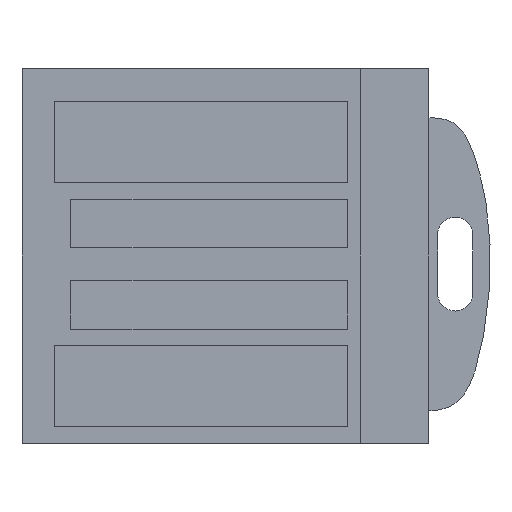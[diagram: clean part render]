
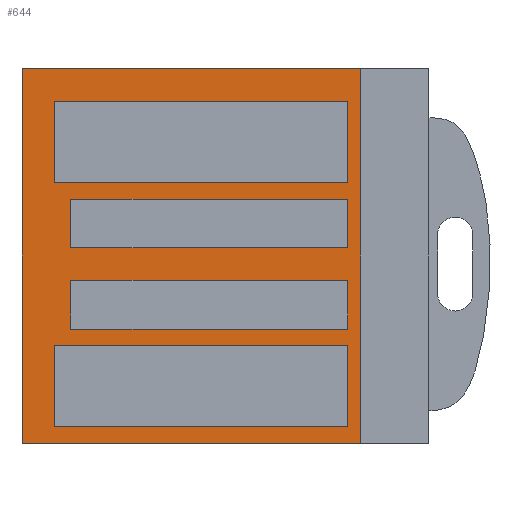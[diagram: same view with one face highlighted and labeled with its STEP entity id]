
A CAD part, front view. The second image highlights one B-rep face of the part: STEP entity #644.
In plain terms, the highlighted planar face has unit normal (0, -1, 0).
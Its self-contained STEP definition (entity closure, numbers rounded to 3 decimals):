
#16=FACE_BOUND('',#109,.T.);
#17=FACE_BOUND('',#110,.T.);
#18=FACE_BOUND('',#111,.T.);
#19=FACE_BOUND('',#112,.T.);
#71=FACE_OUTER_BOUND('',#108,.T.);
#108=EDGE_LOOP('',(#535,#536,#537,#538));
#109=EDGE_LOOP('',(#539,#540,#541,#542));
#110=EDGE_LOOP('',(#543,#544,#545,#546));
#111=EDGE_LOOP('',(#547,#548,#549,#550));
#112=EDGE_LOOP('',(#551,#552,#553,#554));
#119=LINE('',#862,#197);
#123=LINE('',#870,#201);
#126=LINE('',#876,#204);
#129=LINE('',#881,#207);
#131=LINE('',#887,#209);
#135=LINE('',#895,#213);
#138=LINE('',#901,#216);
#141=LINE('',#906,#219);
#143=LINE('',#912,#221);
#147=LINE('',#920,#225);
#150=LINE('',#926,#228);
#153=LINE('',#931,#231);
#155=LINE('',#937,#233);
#159=LINE('',#945,#237);
#162=LINE('',#951,#240);
#165=LINE('',#956,#243);
#179=LINE('',#1076,#257);
#186=LINE('',#1090,#264);
#187=LINE('',#1092,#265);
#188=LINE('',#1093,#266);
#197=VECTOR('',#706,10.);
#201=VECTOR('',#712,10.);
#204=VECTOR('',#717,10.);
#207=VECTOR('',#722,10.);
#209=VECTOR('',#728,10.);
#213=VECTOR('',#734,10.);
#216=VECTOR('',#739,10.);
#219=VECTOR('',#744,10.);
#221=VECTOR('',#750,10.);
#225=VECTOR('',#756,10.);
#228=VECTOR('',#761,10.);
#231=VECTOR('',#766,10.);
#233=VECTOR('',#772,10.);
#237=VECTOR('',#778,10.);
#240=VECTOR('',#783,10.);
#243=VECTOR('',#788,10.);
#257=VECTOR('',#826,10.);
#264=VECTOR('',#837,10.);
#265=VECTOR('',#838,10.);
#266=VECTOR('',#839,10.);
#275=VERTEX_POINT('',#860);
#276=VERTEX_POINT('',#861);
#279=VERTEX_POINT('',#869);
#281=VERTEX_POINT('',#875);
#283=VERTEX_POINT('',#885);
#284=VERTEX_POINT('',#886);
#287=VERTEX_POINT('',#894);
#289=VERTEX_POINT('',#900);
#291=VERTEX_POINT('',#910);
#292=VERTEX_POINT('',#911);
#295=VERTEX_POINT('',#919);
#297=VERTEX_POINT('',#925);
#299=VERTEX_POINT('',#935);
#300=VERTEX_POINT('',#936);
#303=VERTEX_POINT('',#944);
#305=VERTEX_POINT('',#950);
#319=VERTEX_POINT('',#1074);
#320=VERTEX_POINT('',#1075);
#325=VERTEX_POINT('',#1089);
#326=VERTEX_POINT('',#1091);
#331=EDGE_CURVE('',#275,#276,#119,.T.);
#335=EDGE_CURVE('',#279,#275,#123,.T.);
#338=EDGE_CURVE('',#281,#279,#126,.T.);
#341=EDGE_CURVE('',#276,#281,#129,.T.);
#343=EDGE_CURVE('',#283,#284,#131,.T.);
#347=EDGE_CURVE('',#287,#283,#135,.T.);
#350=EDGE_CURVE('',#289,#287,#138,.T.);
#353=EDGE_CURVE('',#284,#289,#141,.T.);
#355=EDGE_CURVE('',#291,#292,#143,.T.);
#359=EDGE_CURVE('',#295,#291,#147,.T.);
#362=EDGE_CURVE('',#297,#295,#150,.T.);
#365=EDGE_CURVE('',#292,#297,#153,.T.);
#367=EDGE_CURVE('',#299,#300,#155,.T.);
#371=EDGE_CURVE('',#303,#299,#159,.T.);
#374=EDGE_CURVE('',#305,#303,#162,.T.);
#377=EDGE_CURVE('',#300,#305,#165,.T.);
#397=EDGE_CURVE('',#319,#320,#179,.T.);
#404=EDGE_CURVE('',#325,#320,#186,.T.);
#405=EDGE_CURVE('',#326,#325,#187,.T.);
#406=EDGE_CURVE('',#319,#326,#188,.T.);
#535=ORIENTED_EDGE('',*,*,#397,.T.);
#536=ORIENTED_EDGE('',*,*,#404,.F.);
#537=ORIENTED_EDGE('',*,*,#405,.F.);
#538=ORIENTED_EDGE('',*,*,#406,.F.);
#539=ORIENTED_EDGE('',*,*,#331,.T.);
#540=ORIENTED_EDGE('',*,*,#341,.T.);
#541=ORIENTED_EDGE('',*,*,#338,.T.);
#542=ORIENTED_EDGE('',*,*,#335,.T.);
#543=ORIENTED_EDGE('',*,*,#343,.T.);
#544=ORIENTED_EDGE('',*,*,#353,.T.);
#545=ORIENTED_EDGE('',*,*,#350,.T.);
#546=ORIENTED_EDGE('',*,*,#347,.T.);
#547=ORIENTED_EDGE('',*,*,#355,.T.);
#548=ORIENTED_EDGE('',*,*,#365,.T.);
#549=ORIENTED_EDGE('',*,*,#362,.T.);
#550=ORIENTED_EDGE('',*,*,#359,.T.);
#551=ORIENTED_EDGE('',*,*,#367,.T.);
#552=ORIENTED_EDGE('',*,*,#377,.T.);
#553=ORIENTED_EDGE('',*,*,#374,.T.);
#554=ORIENTED_EDGE('',*,*,#371,.T.);
#609=PLANE('',#696);
#644=ADVANCED_FACE('',(#71,#16,#17,#18,#19),#609,.F.);
#696=AXIS2_PLACEMENT_3D('',#1088,#835,#836);
#706=DIRECTION('',(0.,0.,-1.));
#712=DIRECTION('',(1.,0.,0.));
#717=DIRECTION('',(0.,0.,1.));
#722=DIRECTION('',(-1.,0.,0.));
#728=DIRECTION('',(0.,0.,1.));
#734=DIRECTION('',(-1.,0.,0.));
#739=DIRECTION('',(0.,0.,-1.));
#744=DIRECTION('',(1.,0.,0.));
#750=DIRECTION('',(0.,0.,-1.));
#756=DIRECTION('',(1.,0.,0.));
#761=DIRECTION('',(0.,0.,1.));
#766=DIRECTION('',(-1.,0.,0.));
#772=DIRECTION('',(0.,0.,1.));
#778=DIRECTION('',(-1.,0.,0.));
#783=DIRECTION('',(0.,0.,-1.));
#788=DIRECTION('',(1.,0.,0.));
#826=DIRECTION('',(0.,0.,1.));
#835=DIRECTION('center_axis',(0.,1.,0.));
#836=DIRECTION('ref_axis',(1.,0.,0.));
#837=DIRECTION('',(1.,0.,0.));
#838=DIRECTION('',(0.,0.,1.));
#839=DIRECTION('',(-1.,0.,0.));
#860=CARTESIAN_POINT('',(-2.5,0.,7.5));
#861=CARTESIAN_POINT('',(-2.5,0.,6.));
#862=CARTESIAN_POINT('',(-2.5,0.,6.625));
#869=CARTESIAN_POINT('',(-11.,0.,7.5));
#870=CARTESIAN_POINT('',(-8.625,0.,7.5));
#875=CARTESIAN_POINT('',(-11.,0.,6.));
#876=CARTESIAN_POINT('',(-11.,0.,5.875));
#881=CARTESIAN_POINT('',(-4.375,0.,6.));
#885=CARTESIAN_POINT('',(-11.,0.,3.5));
#886=CARTESIAN_POINT('',(-11.,0.,5.));
#887=CARTESIAN_POINT('',(-11.,0.,4.625));
#894=CARTESIAN_POINT('',(-2.5,0.,3.5));
#895=CARTESIAN_POINT('',(-4.375,0.,3.5));
#900=CARTESIAN_POINT('',(-2.5,0.,5.));
#901=CARTESIAN_POINT('',(-2.5,0.,5.375));
#906=CARTESIAN_POINT('',(-8.625,0.,5.));
#910=CARTESIAN_POINT('',(-2.5,0.,10.5));
#911=CARTESIAN_POINT('',(-2.5,0.,8.));
#912=CARTESIAN_POINT('',(-2.5,0.,8.125));
#919=CARTESIAN_POINT('',(-11.5,0.,10.5));
#920=CARTESIAN_POINT('',(-8.875,0.,10.5));
#925=CARTESIAN_POINT('',(-11.5,0.,8.));
#926=CARTESIAN_POINT('',(-11.5,0.,6.875));
#931=CARTESIAN_POINT('',(-4.375,0.,8.));
#935=CARTESIAN_POINT('',(-11.5,0.,0.5));
#936=CARTESIAN_POINT('',(-11.5,0.,3.));
#937=CARTESIAN_POINT('',(-11.5,0.,3.125));
#944=CARTESIAN_POINT('',(-2.5,0.,0.5));
#945=CARTESIAN_POINT('',(-4.375,0.,0.5));
#950=CARTESIAN_POINT('',(-2.5,0.,3.));
#951=CARTESIAN_POINT('',(-2.5,0.,4.375));
#956=CARTESIAN_POINT('',(-8.875,0.,3.));
#1074=CARTESIAN_POINT('',(-2.1,0.,0.));
#1075=CARTESIAN_POINT('',(-2.1,0.,11.5));
#1076=CARTESIAN_POINT('',(-2.1,0.,8.625));
#1088=CARTESIAN_POINT('Origin',(-6.25,0.,5.75));
#1089=CARTESIAN_POINT('',(-12.5,0.,11.5));
#1090=CARTESIAN_POINT('',(-12.5,0.,11.5));
#1091=CARTESIAN_POINT('',(-12.5,0.,0.));
#1092=CARTESIAN_POINT('',(-12.5,0.,0.));
#1093=CARTESIAN_POINT('',(0.,0.,0.));
